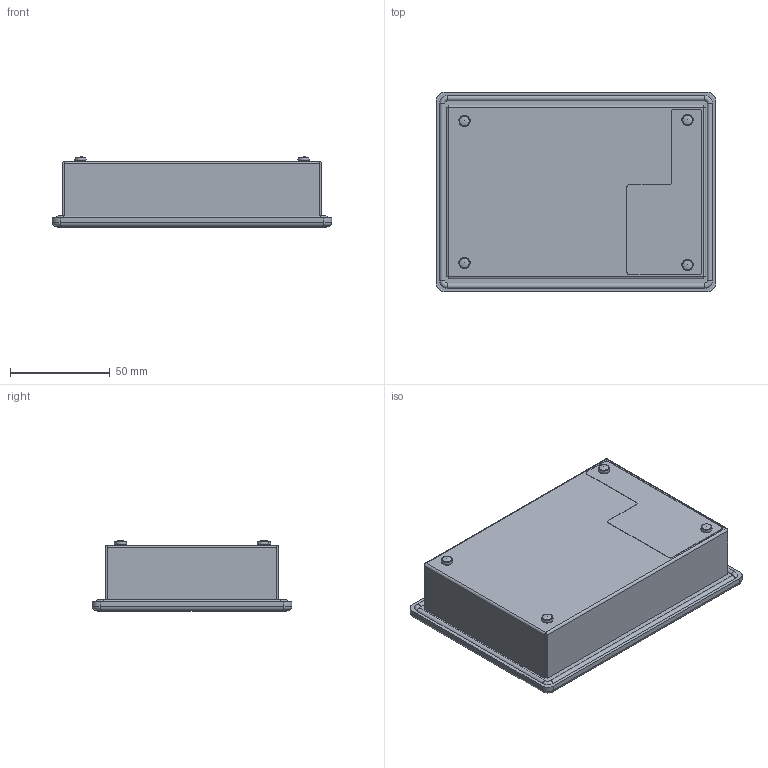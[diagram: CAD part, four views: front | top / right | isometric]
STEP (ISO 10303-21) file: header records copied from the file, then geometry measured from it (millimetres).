
FILE_DESCRIPTION(/* description */ (''),/* implementation_level */ '2;1');
FILE_NAME(/* name */ 'TD410_20170621_Shrinkwrap_web.stp',/* time_stamp */ '2018-05-04T12:46:22+02:00',/* author */ ('ut3'),/* organization */ (''),/* preprocessor_version */ 'ST-DEVELOPER v16.13',/* originating_system */ 'Autodesk Inventor 2018',/* authorisation */ '');
FILE_SCHEMA (('AUTOMOTIVE_DESIGN { 1 0 10303 214 3 1 1 }'));
Length unit declared in the file: millimetre
Products named in the file (1): TD410_20170621_Shrinkwrap_1
Bounding box: 140 x 100 x 35.4 mm (x, y, z)
Volume: 386321.9 mm3; surface area: 43456.5 mm2
Topology: 1 solids, 1 shells, 87 faces, 226 edges, 146 vertices
Faces by surface type: plane 37, cylinder 26, torus 12, bspline 8, sphere 4
Entity records: 2780 total; most frequent: CARTESIAN_POINT 572, DIRECTION 448, ORIENTED_EDGE 408, EDGE_CURVE 204, AXIS2_PLACEMENT_3D 168, VERTEX_POINT 136, LINE 112, VECTOR 112
